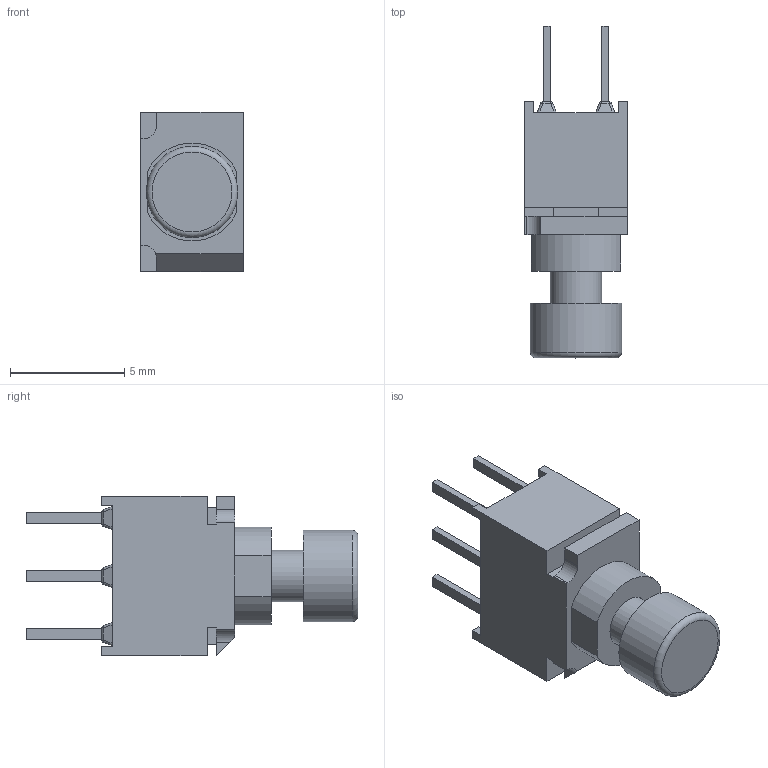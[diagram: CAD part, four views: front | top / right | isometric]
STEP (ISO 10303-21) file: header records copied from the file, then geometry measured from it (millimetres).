
FILE_DESCRIPTION((' '),'2;1');
FILE_NAME('800UDP8P1A1M2RER1xxx.stp','2017-08-02T08:26:45',(' '),(' '),' ','ACIS',' ');
FILE_SCHEMA(('CONFIG_CONTROL_DESIGN'));
Length unit declared in the file: inch
Products named in the file (8): 800UDP8P1A1M2RER1xxx.stp; Body1; Body2; Body3; Body4; Body5; Body6; Body7
Assembly tree (7 placements, depth 2):
  800UDP8P1A1M2RER1xxx.stp
    Body1
    Body2
    Body3
    Body4
    Body5
    Body6
    Body7
Bounding box: 4.5 x 14.53 x 7 mm (x, y, z)
Volume: 221.2 mm3; surface area: 386.3 mm2
Topology: 7 solids, 7 shells, 203 faces, 461 edges, 283 vertices
Faces by surface type: plane 117, cylinder 61, sphere 24, torus 1
Full cylindrical faces by diameter (mm): 2.25 x1, 2.3 x1, 4 x1
Entity records: 6702 total; most frequent: DIRECTION 1017, CARTESIAN_POINT 958, ORIENTED_EDGE 914, EDGE_CURVE 457, AXIS2_PLACEMENT_3D 342, VECTOR 333, LINE 333, VERTEX_POINT 283
